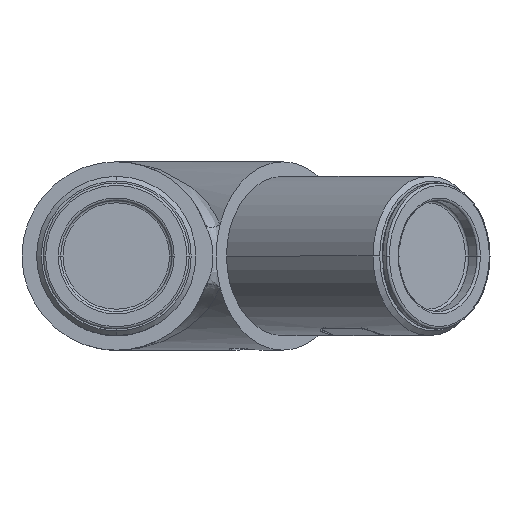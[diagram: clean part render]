
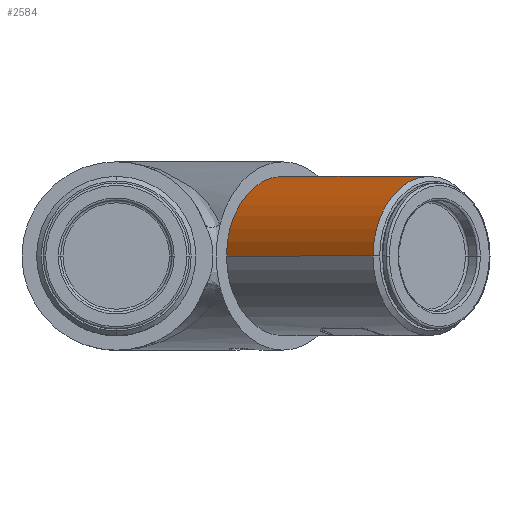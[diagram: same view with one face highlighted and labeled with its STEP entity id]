
A CAD part, left-side view. The second image highlights one B-rep face of the part: STEP entity #2584.
In plain terms, the highlighted cylindrical face has radius 16.9 mm (diameter 33.8 mm), a partial arc.
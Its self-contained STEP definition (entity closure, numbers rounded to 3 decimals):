
#2584 = ADVANCED_FACE ( 'NONE', ( #6218 ), #6161, .T. ) ;
#2857 = CARTESIAN_POINT ( 'NONE',  ( -105.225, -79.125, 0. ) ) ;
#2858 = DIRECTION ( 'NONE',  ( 0.707, 0.707, 0. ) ) ;
#2859 = DIRECTION ( 'NONE',  ( 0.707, 0.707, 0. ) ) ;
#2861 = CARTESIAN_POINT ( 'NONE',  ( -129.125, -55.225, 0. ) ) ;
#2862 = CARTESIAN_POINT ( 'NONE',  ( -85.355, -35.355, 0. ) ) ;
#2863 = DIRECTION ( 'NONE',  ( -0.707, -0.707, 0. ) ) ;
#2864 = DIRECTION ( 'NONE',  ( 0.707, -0.707, 0. ) ) ;
#3274 = CARTESIAN_POINT ( 'NONE',  ( -97.305, -23.405, 0. ) ) ;
#3359 = CARTESIAN_POINT ( 'NONE',  ( -104.518, -78.418, 0. ) ) ;
#3370 = CARTESIAN_POINT ( 'NONE',  ( -128.418, -54.518, 0. ) ) ;
#3371 = CARTESIAN_POINT ( 'NONE',  ( -73.405, -47.305, 0. ) ) ;
#4230 = AXIS2_PLACEMENT_3D ( 'NONE', #7891, #7896, #7899 ) ;
#4728 = AXIS2_PLACEMENT_3D ( 'NONE', #2862, #2863, #2864 ) ;
#4939 = CIRCLE ( 'NONE', #5208, 16.9 ) ;
#4984 = LINE ( 'NONE', #2857, #4993 ) ;
#4990 = CIRCLE ( 'NONE', #4728, 16.9 ) ;
#4992 = LINE ( 'NONE', #2861, #4996 ) ;
#4993 = VECTOR ( 'NONE', #2859, 1000. ) ;
#4996 = VECTOR ( 'NONE', #2858, 1000. ) ;
#5208 = AXIS2_PLACEMENT_3D ( 'NONE', #8763, #8764, #8765 ) ;
#6161 = CYLINDRICAL_SURFACE ( 'NONE', #4230, 16.9 ) ;
#6218 = FACE_OUTER_BOUND ( 'NONE', #7502, .T. ) ;
#6650 = EDGE_CURVE ( 'NONE', #9326, #9315, #4939, .T. ) ;
#6728 = EDGE_CURVE ( 'NONE', #9315, #9327, #4984, .T. ) ;
#6730 = EDGE_CURVE ( 'NONE', #9327, #9230, #4990, .T. ) ;
#6732 = EDGE_CURVE ( 'NONE', #9326, #9230, #4992, .T. ) ;
#7502 = EDGE_LOOP ( 'NONE', ( #7615, #7614, #7613, #7612 ) ) ;
#7612 = ORIENTED_EDGE ( 'NONE', *, *, #6732, .F. ) ;
#7613 = ORIENTED_EDGE ( 'NONE', *, *, #6730, .T. ) ;
#7614 = ORIENTED_EDGE ( 'NONE', *, *, #6728, .T. ) ;
#7615 = ORIENTED_EDGE ( 'NONE', *, *, #6650, .T. ) ;
#7891 = CARTESIAN_POINT ( 'NONE',  ( -117.175, -67.175, 0. ) ) ;
#7896 = DIRECTION ( 'NONE',  ( 0.707, 0.707, 0. ) ) ;
#7899 = DIRECTION ( 'NONE',  ( -0.707, 0.707, 0. ) ) ;
#8763 = CARTESIAN_POINT ( 'NONE',  ( -116.468, -66.468, 0. ) ) ;
#8764 = DIRECTION ( 'NONE',  ( 0.707, 0.707, 0. ) ) ;
#8765 = DIRECTION ( 'NONE',  ( 0.707, -0.707, 0. ) ) ;
#9230 = VERTEX_POINT ( 'NONE', #3274 ) ;
#9315 = VERTEX_POINT ( 'NONE', #3359 ) ;
#9326 = VERTEX_POINT ( 'NONE', #3370 ) ;
#9327 = VERTEX_POINT ( 'NONE', #3371 ) ;
